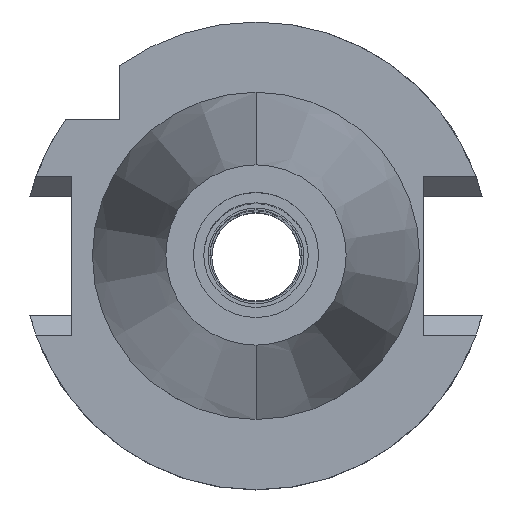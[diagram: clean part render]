
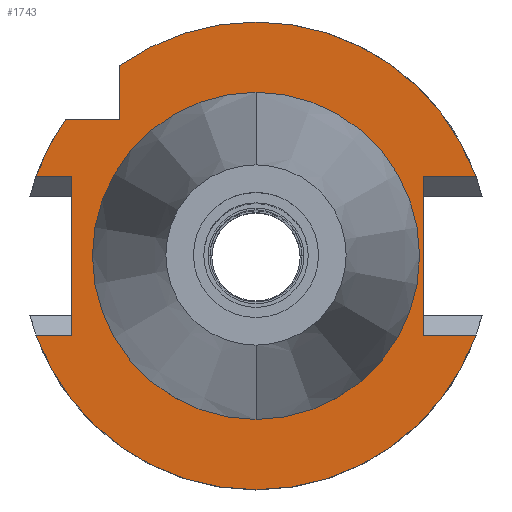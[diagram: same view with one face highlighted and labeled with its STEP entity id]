
A CAD part, top view. The second image highlights one B-rep face of the part: STEP entity #1743.
In plain terms, the highlighted planar face has unit normal (0, 0, 1).
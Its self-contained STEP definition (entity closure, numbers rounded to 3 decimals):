
#108=CARTESIAN_POINT('',(0.,0.,-1.));
#109=DIRECTION('',(0.,0.,-1.));
#110=DIRECTION('',(-0.582,0.813,0.));
#111=AXIS2_PLACEMENT_3D('',#108,#109,#110);
#116=CARTESIAN_POINT('',(0.,0.,-1.));
#117=DIRECTION('',(0.,0.,-1.));
#118=DIRECTION('',(0.,1.,0.));
#119=AXIS2_PLACEMENT_3D('',#116,#117,#118);
#124=DIRECTION('',(0.,-1.,0.));
#125=VECTOR('',#124,21.5);
#126=CARTESIAN_POINT('',(22.7,10.75,-1.));
#127=LINE('',#126,#125);
#131=DIRECTION('',(1.,0.,0.));
#132=VECTOR('',#131,7.201);
#133=CARTESIAN_POINT('',(22.7,-10.75,-1.));
#134=LINE('',#133,#132);
#138=CARTESIAN_POINT('',(0.,0.,-1.));
#139=DIRECTION('',(0.,0.,-1.));
#140=DIRECTION('',(0.941,-0.338,0.));
#141=AXIS2_PLACEMENT_3D('',#138,#139,#140);
#146=CARTESIAN_POINT('',(0.,0.,-1.));
#147=DIRECTION('',(0.,0.,-1.));
#148=DIRECTION('',(0.,-1.,0.));
#149=AXIS2_PLACEMENT_3D('',#146,#147,#148);
#154=DIRECTION('',(-1.,0.,0.));
#155=VECTOR('',#154,4.901);
#156=CARTESIAN_POINT('',(-25.,10.75,-1.));
#157=LINE('',#156,#155);
#161=CARTESIAN_POINT('',(0.,0.,-1.));
#162=DIRECTION('',(0.,0.,-1.));
#163=DIRECTION('',(-0.941,0.338,0.));
#164=AXIS2_PLACEMENT_3D('',#161,#162,#163);
#169=CARTESIAN_POINT('',(0.,0.,-1.));
#170=DIRECTION('',(0.,0.,1.));
#171=DIRECTION('',(0.,-1.,0.));
#172=AXIS2_PLACEMENT_3D('',#169,#170,#171);
#177=CARTESIAN_POINT('',(0.,0.,-1.));
#178=DIRECTION('',(0.,0.,1.));
#179=DIRECTION('',(0.,1.,0.));
#180=AXIS2_PLACEMENT_3D('',#177,#178,#179);
#202=DIRECTION('',(0.,-1.,0.));
#203=VECTOR('',#202,7.334);
#204=CARTESIAN_POINT('',(-18.5,25.834,-1.));
#205=LINE('',#204,#203);
#307=DIRECTION('',(-1.,0.,0.));
#308=VECTOR('',#307,7.334);
#309=CARTESIAN_POINT('',(-18.5,18.5,-1.));
#310=LINE('',#309,#308);
#360=DIRECTION('',(0.,-1.,0.));
#361=VECTOR('',#360,21.5);
#362=CARTESIAN_POINT('',(-25.,10.75,-1.));
#363=LINE('',#362,#361);
#537=DIRECTION('',(-1.,0.,0.));
#538=VECTOR('',#537,4.901);
#539=CARTESIAN_POINT('',(-25.,-10.75,-1.));
#540=LINE('',#539,#538);
#814=DIRECTION('',(1.,0.,0.));
#815=VECTOR('',#814,7.201);
#816=CARTESIAN_POINT('',(22.7,10.75,-1.));
#817=LINE('',#816,#815);
#1391=CARTESIAN_POINT('',(0.,22.225,-1.));
#1392=VERTEX_POINT('',#1391);
#1393=CARTESIAN_POINT('',(0.,-22.225,-1.));
#1394=VERTEX_POINT('',#1393);
#1395=CARTESIAN_POINT('',(-18.5,25.834,-1.));
#1396=CARTESIAN_POINT('',(-18.5,18.5,-1.));
#1397=VERTEX_POINT('',#1395);
#1398=VERTEX_POINT('',#1396);
#1399=CARTESIAN_POINT('',(0.,31.775,-1.));
#1400=CARTESIAN_POINT('',(29.901,10.75,-1.));
#1401=VERTEX_POINT('',#1399);
#1402=VERTEX_POINT('',#1400);
#1403=CARTESIAN_POINT('',(22.7,10.75,-1.));
#1404=VERTEX_POINT('',#1403);
#1405=CARTESIAN_POINT('',(22.7,-10.75,-1.));
#1406=VERTEX_POINT('',#1405);
#1407=CARTESIAN_POINT('',(29.901,-10.75,-1.));
#1408=VERTEX_POINT('',#1407);
#1409=CARTESIAN_POINT('',(0.,-31.775,-1.));
#1410=CARTESIAN_POINT('',(-29.901,-10.75,-1.));
#1411=VERTEX_POINT('',#1409);
#1412=VERTEX_POINT('',#1410);
#1413=CARTESIAN_POINT('',(-25.,-10.75,-1.));
#1414=VERTEX_POINT('',#1413);
#1415=CARTESIAN_POINT('',(-25.,10.75,-1.));
#1416=VERTEX_POINT('',#1415);
#1417=CARTESIAN_POINT('',(-29.901,10.75,-1.));
#1418=VERTEX_POINT('',#1417);
#1419=CARTESIAN_POINT('',(-25.834,18.5,-1.));
#1420=VERTEX_POINT('',#1419);
#1706=CARTESIAN_POINT('',(0.,0.,-1.));
#1707=DIRECTION('',(0.,0.,1.));
#1708=DIRECTION('',(0.,1.,0.));
#1709=AXIS2_PLACEMENT_3D('',#1706,#1707,#1708);
#1710=PLANE('',#1709);
#1712=ORIENTED_EDGE('',*,*,#1711,.F.);
#1714=ORIENTED_EDGE('',*,*,#1713,.T.);
#1716=ORIENTED_EDGE('',*,*,#1715,.T.);
#1718=ORIENTED_EDGE('',*,*,#1717,.F.);
#1720=ORIENTED_EDGE('',*,*,#1719,.T.);
#1722=ORIENTED_EDGE('',*,*,#1721,.T.);
#1724=ORIENTED_EDGE('',*,*,#1723,.T.);
#1726=ORIENTED_EDGE('',*,*,#1725,.T.);
#1728=ORIENTED_EDGE('',*,*,#1727,.F.);
#1730=ORIENTED_EDGE('',*,*,#1729,.F.);
#1732=ORIENTED_EDGE('',*,*,#1731,.T.);
#1734=ORIENTED_EDGE('',*,*,#1733,.T.);
#1736=ORIENTED_EDGE('',*,*,#1735,.F.);
#1737=EDGE_LOOP('',(#1712,#1714,#1716,#1718,#1720,#1722,#1724,#1726,#1728,#1730,
#1732,#1734,#1736));
#1738=FACE_OUTER_BOUND('',#1737,.F.);
#1739=ORIENTED_EDGE('',*,*,#1685,.T.);
#1740=ORIENTED_EDGE('',*,*,#1701,.T.);
#1741=EDGE_LOOP('',(#1739,#1740));
#1742=FACE_BOUND('',#1741,.F.);
#112=CIRCLE('',#111,31.775);
#120=CIRCLE('',#119,31.775);
#142=CIRCLE('',#141,31.775);
#150=CIRCLE('',#149,31.775);
#165=CIRCLE('',#164,31.775);
#173=CIRCLE('',#172,22.225);
#181=CIRCLE('',#180,22.225);
#1685=EDGE_CURVE('',#1394,#1392,#173,.T.);
#1701=EDGE_CURVE('',#1392,#1394,#181,.T.);
#1711=EDGE_CURVE('',#1397,#1398,#205,.T.);
#1713=EDGE_CURVE('',#1397,#1401,#112,.T.);
#1715=EDGE_CURVE('',#1401,#1402,#120,.T.);
#1717=EDGE_CURVE('',#1404,#1402,#817,.T.);
#1719=EDGE_CURVE('',#1404,#1406,#127,.T.);
#1721=EDGE_CURVE('',#1406,#1408,#134,.T.);
#1723=EDGE_CURVE('',#1408,#1411,#142,.T.);
#1725=EDGE_CURVE('',#1411,#1412,#150,.T.);
#1727=EDGE_CURVE('',#1414,#1412,#540,.T.);
#1729=EDGE_CURVE('',#1416,#1414,#363,.T.);
#1731=EDGE_CURVE('',#1416,#1418,#157,.T.);
#1733=EDGE_CURVE('',#1418,#1420,#165,.T.);
#1735=EDGE_CURVE('',#1398,#1420,#310,.T.);
#1743=ADVANCED_FACE('',(#1738,#1742),#1710,.T.);
